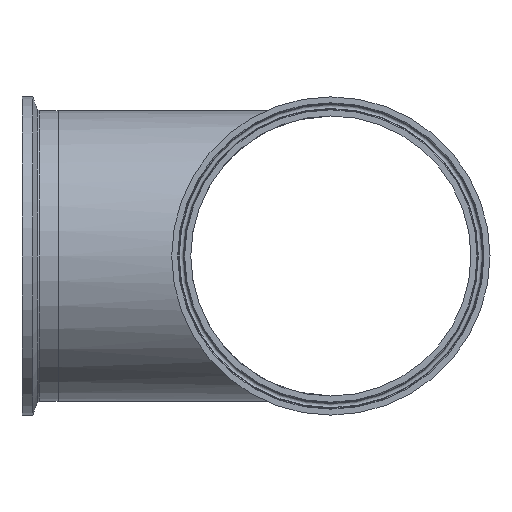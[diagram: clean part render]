
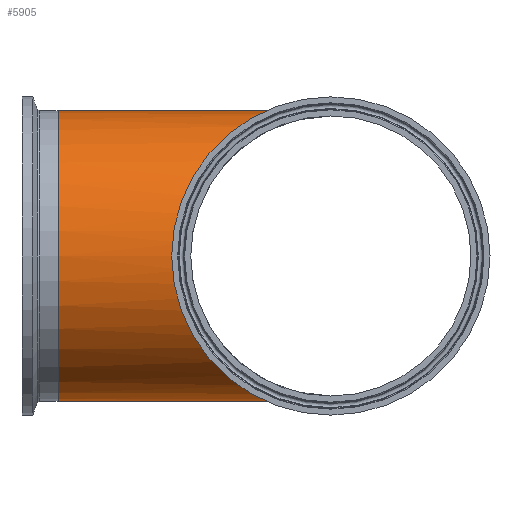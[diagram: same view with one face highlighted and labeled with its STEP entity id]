
A CAD part, left-side view. The second image highlights one B-rep face of the part: STEP entity #5905.
In plain terms, the highlighted cylindrical face has radius 76.2 mm (diameter 152.4 mm), a full revolution.
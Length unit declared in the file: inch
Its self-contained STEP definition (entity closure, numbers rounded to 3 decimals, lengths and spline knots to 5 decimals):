
#64=ELLIPSE('',#6168,4.24264,3.);
#65=ELLIPSE('',#6169,4.24264,3.);
#299=FACE_BOUND('',#1471,.T.);
#1052=FACE_OUTER_BOUND('',#1470,.T.);
#1470=EDGE_LOOP('',(#5429,#5430));
#1471=EDGE_LOOP('',(#5431));
#2346=CIRCLE('',#6238,3.);
#2887=VERTEX_POINT('',#12622);
#2888=VERTEX_POINT('',#12623);
#2919=VERTEX_POINT('',#12724);
#3722=EDGE_CURVE('',#2887,#2888,#64,.T.);
#3723=EDGE_CURVE('',#2888,#2887,#65,.T.);
#3754=EDGE_CURVE('',#2919,#2919,#2346,.T.);
#5429=ORIENTED_EDGE('',*,*,#3723,.F.);
#5430=ORIENTED_EDGE('',*,*,#3722,.F.);
#5431=ORIENTED_EDGE('',*,*,#3754,.F.);
#5484=CYLINDRICAL_SURFACE('',#6274,3.);
#5905=ADVANCED_FACE('',(#1052,#299),#5484,.T.);
#6168=AXIS2_PLACEMENT_3D('',#12624,#7163,#7164);
#6169=AXIS2_PLACEMENT_3D('',#12625,#7165,#7166);
#6238=AXIS2_PLACEMENT_3D('',#12725,#7303,#7304);
#6274=AXIS2_PLACEMENT_3D('',#12779,#7375,#7376);
#7163=DIRECTION('center_axis',(0.707,-0.707,0.));
#7164=DIRECTION('ref_axis',(-0.707,-0.707,0.));
#7165=DIRECTION('center_axis',(-0.707,-0.707,0.));
#7166=DIRECTION('ref_axis',(-0.707,0.707,0.));
#7303=DIRECTION('center_axis',(0.,1.,0.));
#7304=DIRECTION('ref_axis',(1.,0.,0.));
#7375=DIRECTION('center_axis',(0.,1.,0.));
#7376=DIRECTION('ref_axis',(-1.,0.,0.));
#12622=CARTESIAN_POINT('',(-0.00802,0.,-3.));
#12623=CARTESIAN_POINT('',(-0.00802,0.,3.));
#12624=CARTESIAN_POINT('Origin',(-0.00802,0.,
0.));
#12625=CARTESIAN_POINT('Origin',(-0.00802,0.,
0.));
#12724=CARTESIAN_POINT('',(-3.00802,5.625,0.));
#12725=CARTESIAN_POINT('Origin',(-0.00802,5.625,0.));
#12779=CARTESIAN_POINT('Origin',(-0.00802,2.8125,0.));
